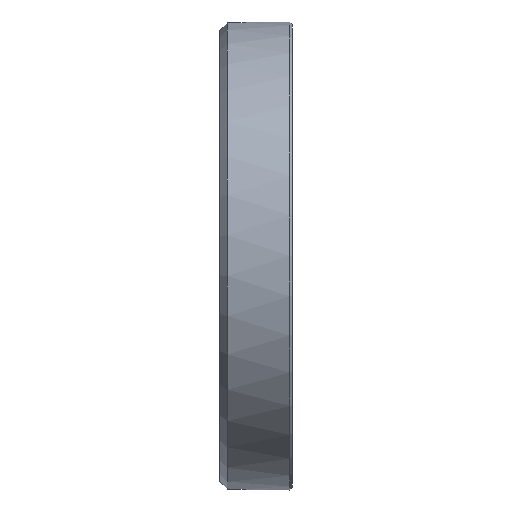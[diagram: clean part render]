
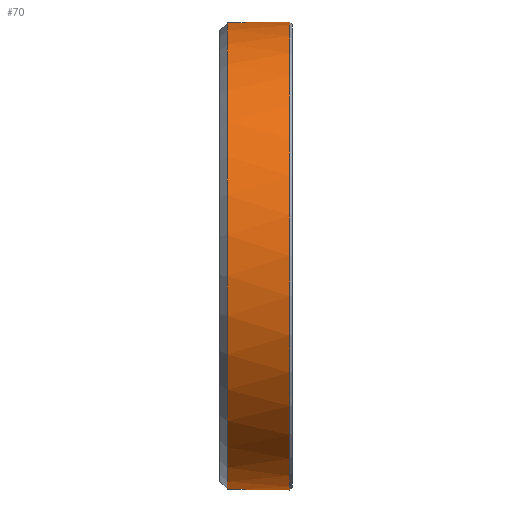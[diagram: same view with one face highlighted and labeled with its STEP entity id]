
A CAD part, top view. The second image highlights one B-rep face of the part: STEP entity #70.
In plain terms, the highlighted cylindrical face has radius 9 mm (diameter 18 mm), a full revolution.
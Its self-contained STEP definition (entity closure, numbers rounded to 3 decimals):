
#52=FACE_BOUND('',#123,.T.);
#53=FACE_BOUND('',#124,.T.);
#70=ADVANCED_FACE('',(#52,#53),#94,.T.);
#94=CYLINDRICAL_SURFACE('',#473,9.);
#123=EDGE_LOOP('',(#218));
#124=EDGE_LOOP('',(#219,#220,#221,#222,#223,#224,#225,#226));
#153=LINE('',#636,#168);
#154=LINE('',#640,#169);
#155=LINE('',#647,#170);
#156=LINE('',#651,#171);
#168=VECTOR('',#522,1.);
#169=VECTOR('',#525,1.);
#170=VECTOR('',#526,1.);
#171=VECTOR('',#529,1.);
#181=B_SPLINE_CURVE_WITH_KNOTS('',3,(#630,#631,#632,#633),.UNSPECIFIED.,
 .F.,.F.,(4,4),(0.,1.),.UNSPECIFIED.);
#182=B_SPLINE_CURVE_WITH_KNOTS('',3,(#642,#643,#644,#645),.UNSPECIFIED.,
 .F.,.F.,(4,4),(0.,1.),.UNSPECIFIED.);
#218=ORIENTED_EDGE('',*,*,#389,.T.);
#219=ORIENTED_EDGE('',*,*,#390,.F.);
#220=ORIENTED_EDGE('',*,*,#391,.T.);
#221=ORIENTED_EDGE('',*,*,#392,.T.);
#222=ORIENTED_EDGE('',*,*,#393,.T.);
#223=ORIENTED_EDGE('',*,*,#394,.F.);
#224=ORIENTED_EDGE('',*,*,#395,.F.);
#225=ORIENTED_EDGE('',*,*,#396,.T.);
#226=ORIENTED_EDGE('',*,*,#397,.F.);
#346=VERTEX_POINT('',#629);
#347=VERTEX_POINT('',#634);
#348=VERTEX_POINT('',#635);
#349=VERTEX_POINT('',#637);
#350=VERTEX_POINT('',#639);
#351=VERTEX_POINT('',#641);
#352=VERTEX_POINT('',#646);
#353=VERTEX_POINT('',#648);
#354=VERTEX_POINT('',#650);
#389=EDGE_CURVE('',#346,#346,#449,.T.);
#390=EDGE_CURVE('',#347,#348,#181,.T.);
#391=EDGE_CURVE('',#347,#349,#153,.T.);
#392=EDGE_CURVE('',#349,#350,#450,.T.);
#393=EDGE_CURVE('',#350,#351,#154,.T.);
#394=EDGE_CURVE('',#352,#351,#182,.T.);
#395=EDGE_CURVE('',#353,#352,#155,.T.);
#396=EDGE_CURVE('',#353,#354,#451,.T.);
#397=EDGE_CURVE('',#348,#354,#156,.T.);
#449=CIRCLE('',#470,9.);
#450=CIRCLE('',#471,9.);
#451=CIRCLE('',#472,9.);
#470=AXIS2_PLACEMENT_3D('',#628,#520,#521);
#471=AXIS2_PLACEMENT_3D('',#638,#523,#524);
#472=AXIS2_PLACEMENT_3D('',#649,#527,#528);
#473=AXIS2_PLACEMENT_3D('',#652,#530,#531);
#520=DIRECTION('',(-1.,0.,0.));
#521=DIRECTION('',(0.,0.,-1.));
#522=DIRECTION('',(-1.,0.,0.));
#523=DIRECTION('',(1.,0.,0.));
#524=DIRECTION('',(0.,0.,1.));
#525=DIRECTION('',(1.,0.,0.));
#526=DIRECTION('',(1.,0.,0.));
#527=DIRECTION('',(1.,0.,0.));
#528=DIRECTION('',(0.,0.,1.));
#529=DIRECTION('',(-1.,0.,0.));
#530=DIRECTION('',(1.,0.,0.));
#531=DIRECTION('',(0.,0.,-1.));
#628=CARTESIAN_POINT('',(2.7,0.,0.));
#629=CARTESIAN_POINT('',(2.7,0.,-9.));
#630=CARTESIAN_POINT('',(0.983,-8.964,-0.8));
#631=CARTESIAN_POINT('',(0.972,-9.012,-0.269));
#632=CARTESIAN_POINT('',(0.972,-9.012,0.269));
#633=CARTESIAN_POINT('',(0.983,-8.964,0.8));
#634=CARTESIAN_POINT('',(0.983,-8.964,-0.8));
#635=CARTESIAN_POINT('',(0.983,-8.964,0.8));
#636=CARTESIAN_POINT('',(0.,-8.964,-0.8));
#637=CARTESIAN_POINT('',(0.3,-8.964,-0.8));
#638=CARTESIAN_POINT('',(0.3,0.,0.));
#639=CARTESIAN_POINT('',(0.3,8.964,-0.8));
#640=CARTESIAN_POINT('',(0.,8.964,-0.8));
#641=CARTESIAN_POINT('',(0.983,8.964,-0.8));
#642=CARTESIAN_POINT('',(0.983,8.964,0.8));
#643=CARTESIAN_POINT('',(0.972,9.012,0.269));
#644=CARTESIAN_POINT('',(0.972,9.012,-0.269));
#645=CARTESIAN_POINT('',(0.983,8.964,-0.8));
#646=CARTESIAN_POINT('',(0.983,8.964,0.8));
#647=CARTESIAN_POINT('',(0.,8.964,0.8));
#648=CARTESIAN_POINT('',(0.3,8.964,0.8));
#649=CARTESIAN_POINT('',(0.3,0.,0.));
#650=CARTESIAN_POINT('',(0.3,-8.964,0.8));
#651=CARTESIAN_POINT('',(0.,-8.964,0.8));
#652=CARTESIAN_POINT('',(0.,0.,0.));
